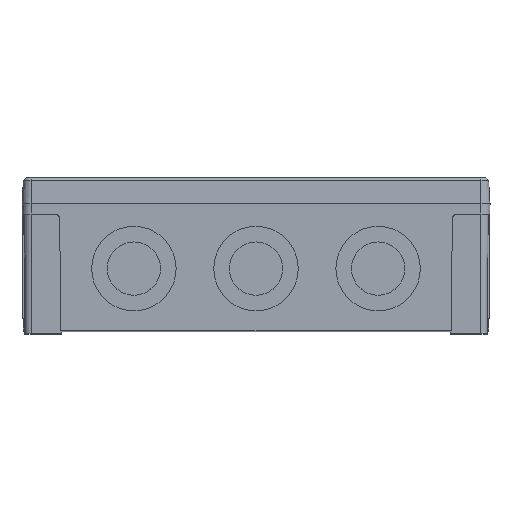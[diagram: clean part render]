
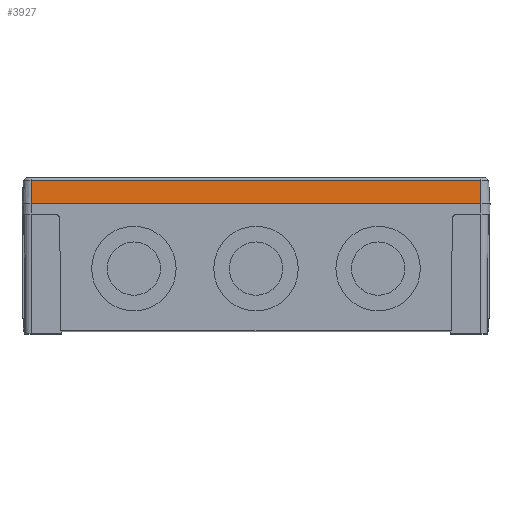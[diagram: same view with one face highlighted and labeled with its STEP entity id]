
A CAD part, top view. The second image highlights one B-rep face of the part: STEP entity #3927.
In plain terms, the highlighted planar face has unit normal (0, 0.052, 0.999).
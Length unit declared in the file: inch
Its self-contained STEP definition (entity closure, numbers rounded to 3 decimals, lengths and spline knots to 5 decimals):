
#72 = AXIS2_PLACEMENT_3D ( 'NONE', #4898, #15409, #7331 ) ;
#253 = EDGE_CURVE ( 'NONE', #1931, #15485, #2168, .T. ) ;
#338 = CARTESIAN_POINT ( 'NONE',  ( -3.40551, 0., 3.54331 ) ) ;
#397 = ORIENTED_EDGE ( 'NONE', *, *, #6160, .T. ) ;
#936 = ORIENTED_EDGE ( 'NONE', *, *, #8065, .T. ) ;
#1931 = VERTEX_POINT ( 'NONE', #16828 ) ;
#2045 = FACE_OUTER_BOUND ( 'NONE', #16355, .T. ) ;
#2168 = LINE ( 'NONE', #14331, #5086 ) ;
#2330 = ORIENTED_EDGE ( 'NONE', *, *, #253, .F. ) ;
#3112 = VERTEX_POINT ( 'NONE', #9009 ) ;
#3395 = VERTEX_POINT ( 'NONE', #9851 ) ;
#3927 = ADVANCED_FACE ( 'NONE', ( #2045 ), #10099, .T. ) ;
#4898 = CARTESIAN_POINT ( 'NONE',  ( -3.40551, 0., 3.54331 ) ) ;
#5086 = VECTOR ( 'NONE', #9027, 39.37008 ) ;
#6147 = CARTESIAN_POINT ( 'NONE',  ( 3.40551, 0., 3.54331 ) ) ;
#6160 = EDGE_CURVE ( 'NONE', #3112, #3395, #13768, .T. ) ;
#6506 = CARTESIAN_POINT ( 'NONE',  ( -3.40551, 0.35215, 3.52485 ) ) ;
#6683 = LINE ( 'NONE', #6506, #9332 ) ;
#7331 = DIRECTION ( 'NONE',  ( 1., 0., 0. ) ) ;
#8065 = EDGE_CURVE ( 'NONE', #3395, #15485, #11924, .T. ) ;
#8220 = DIRECTION ( 'NONE',  ( 0., -0.999, 0.052 ) ) ;
#9009 = CARTESIAN_POINT ( 'NONE',  ( -3.40551, 0.35215, 3.52485 ) ) ;
#9027 = DIRECTION ( 'NONE',  ( 0., -0.999, 0.052 ) ) ;
#9332 = VECTOR ( 'NONE', #10577, 39.37008 ) ;
#9851 = CARTESIAN_POINT ( 'NONE',  ( -3.40551, 0., 3.54331 ) ) ;
#10099 = PLANE ( 'NONE',  #72 ) ;
#10577 = DIRECTION ( 'NONE',  ( -1., 0., 0. ) ) ;
#11924 = LINE ( 'NONE', #15766, #16547 ) ;
#13768 = LINE ( 'NONE', #338, #15964 ) ;
#14331 = CARTESIAN_POINT ( 'NONE',  ( 3.40551, 0., 3.54331 ) ) ;
#14378 = DIRECTION ( 'NONE',  ( 1., 0., 0. ) ) ;
#15189 = EDGE_CURVE ( 'NONE', #1931, #3112, #6683, .T. ) ;
#15409 = DIRECTION ( 'NONE',  ( 0., 0.052, 0.999 ) ) ;
#15485 = VERTEX_POINT ( 'NONE', #6147 ) ;
#15766 = CARTESIAN_POINT ( 'NONE',  ( -3.40551, 0., 3.54331 ) ) ;
#15964 = VECTOR ( 'NONE', #8220, 39.37008 ) ;
#16061 = ORIENTED_EDGE ( 'NONE', *, *, #15189, .T. ) ;
#16355 = EDGE_LOOP ( 'NONE', ( #2330, #16061, #397, #936 ) ) ;
#16547 = VECTOR ( 'NONE', #14378, 39.37008 ) ;
#16828 = CARTESIAN_POINT ( 'NONE',  ( 3.40551, 0.35215, 3.52485 ) ) ;
